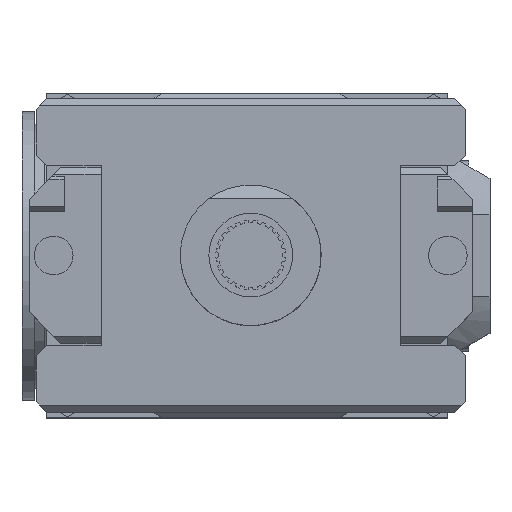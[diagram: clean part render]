
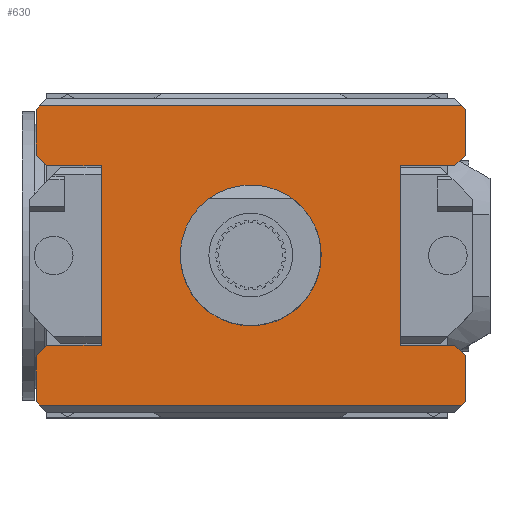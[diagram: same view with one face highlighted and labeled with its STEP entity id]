
A CAD part, top view. The second image highlights one B-rep face of the part: STEP entity #630.
In plain terms, the highlighted planar face has unit normal (0, 0, 1).
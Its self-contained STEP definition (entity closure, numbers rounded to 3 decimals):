
#199=FACE_BOUND('',#1369,.T.);
#200=FACE_BOUND('',#1370,.T.);
#364=CIRCLE('',#5599,20.);
#630=ADVANCED_FACE('',(#199,#200),#826,.T.);
#826=PLANE('',#5606);
#1369=EDGE_LOOP('',(#2711));
#1370=EDGE_LOOP('',(#2712,#2713,#2714,#2715,#2716,#2717,#2718,#2719,#2720,
#2721,#2722,#2723,#2724,#2725,#2726,#2727,#2728,#2729,#2730,#2731));
#2711=ORIENTED_EDGE('',*,*,#4039,.T.);
#2712=ORIENTED_EDGE('',*,*,#4047,.F.);
#2713=ORIENTED_EDGE('',*,*,#3588,.T.);
#2714=ORIENTED_EDGE('',*,*,#3747,.F.);
#2715=ORIENTED_EDGE('',*,*,#3604,.T.);
#2716=ORIENTED_EDGE('',*,*,#4042,.T.);
#2717=ORIENTED_EDGE('',*,*,#3726,.T.);
#2718=ORIENTED_EDGE('',*,*,#3723,.T.);
#2719=ORIENTED_EDGE('',*,*,#3718,.T.);
#2720=ORIENTED_EDGE('',*,*,#3715,.T.);
#2721=ORIENTED_EDGE('',*,*,#3712,.T.);
#2722=ORIENTED_EDGE('',*,*,#4041,.T.);
#2723=ORIENTED_EDGE('',*,*,#3596,.T.);
#2724=ORIENTED_EDGE('',*,*,#3746,.T.);
#2725=ORIENTED_EDGE('',*,*,#3594,.T.);
#2726=ORIENTED_EDGE('',*,*,#4044,.F.);
#2727=ORIENTED_EDGE('',*,*,#3656,.T.);
#2728=ORIENTED_EDGE('',*,*,#3653,.T.);
#2729=ORIENTED_EDGE('',*,*,#3649,.T.);
#2730=ORIENTED_EDGE('',*,*,#3646,.T.);
#2731=ORIENTED_EDGE('',*,*,#3660,.T.);
#3032=VERTEX_POINT('',#7636);
#3033=VERTEX_POINT('',#7638);
#3038=VERTEX_POINT('',#7649);
#3039=VERTEX_POINT('',#7651);
#3040=VERTEX_POINT('',#7655);
#3041=VERTEX_POINT('',#7656);
#3048=VERTEX_POINT('',#7671);
#3049=VERTEX_POINT('',#7673);
#3072=VERTEX_POINT('',#7757);
#3073=VERTEX_POINT('',#7759);
#3075=VERTEX_POINT('',#7765);
#3077=VERTEX_POINT('',#7772);
#3079=VERTEX_POINT('',#7778);
#3082=VERTEX_POINT('',#7785);
#3118=VERTEX_POINT('',#7892);
#3119=VERTEX_POINT('',#7894);
#3121=VERTEX_POINT('',#7900);
#3123=VERTEX_POINT('',#7906);
#3125=VERTEX_POINT('',#7914);
#3127=VERTEX_POINT('',#7920);
#3327=VERTEX_POINT('',#8542);
#3588=EDGE_CURVE('',#3033,#3032,#4245,.T.);
#3594=EDGE_CURVE('',#3039,#3038,#4251,.T.);
#3596=EDGE_CURVE('',#3040,#3041,#4253,.T.);
#3604=EDGE_CURVE('',#3049,#3048,#4261,.T.);
#3646=EDGE_CURVE('',#3073,#3072,#4301,.T.);
#3649=EDGE_CURVE('',#3075,#3073,#4304,.T.);
#3653=EDGE_CURVE('',#3077,#3075,#4308,.T.);
#3656=EDGE_CURVE('',#3079,#3077,#4311,.T.);
#3660=EDGE_CURVE('',#3072,#3082,#4315,.T.);
#3712=EDGE_CURVE('',#3119,#3118,#4365,.T.);
#3715=EDGE_CURVE('',#3121,#3119,#4368,.T.);
#3718=EDGE_CURVE('',#3123,#3121,#4371,.T.);
#3723=EDGE_CURVE('',#3125,#3123,#4376,.T.);
#3726=EDGE_CURVE('',#3127,#3125,#4379,.T.);
#3746=EDGE_CURVE('',#3041,#3039,#4398,.T.);
#3747=EDGE_CURVE('',#3049,#3032,#4399,.T.);
#4039=EDGE_CURVE('',#3327,#3327,#364,.T.);
#4041=EDGE_CURVE('',#3118,#3040,#4593,.T.);
#4042=EDGE_CURVE('',#3048,#3127,#4594,.T.);
#4044=EDGE_CURVE('',#3079,#3038,#4596,.T.);
#4047=EDGE_CURVE('',#3033,#3082,#4599,.T.);
#4245=LINE('',#7637,#4788);
#4251=LINE('',#7650,#4794);
#4253=LINE('',#7654,#4796);
#4261=LINE('',#7672,#4804);
#4301=LINE('',#7758,#4844);
#4304=LINE('',#7764,#4847);
#4308=LINE('',#7771,#4851);
#4311=LINE('',#7777,#4854);
#4315=LINE('',#7786,#4858);
#4365=LINE('',#7893,#4908);
#4368=LINE('',#7899,#4911);
#4371=LINE('',#7905,#4914);
#4376=LINE('',#7913,#4919);
#4379=LINE('',#7919,#4922);
#4398=LINE('',#7952,#4941);
#4399=LINE('',#7954,#4942);
#4593=LINE('',#8545,#5136);
#4594=LINE('',#8547,#5137);
#4596=LINE('',#8551,#5139);
#4599=LINE('',#8555,#5142);
#4788=VECTOR('',#6148,1.);
#4794=VECTOR('',#6156,1.);
#4796=VECTOR('',#6160,1.);
#4804=VECTOR('',#6170,1.);
#4844=VECTOR('',#6254,1.);
#4847=VECTOR('',#6259,1.);
#4851=VECTOR('',#6265,1.);
#4854=VECTOR('',#6270,1.);
#4858=VECTOR('',#6276,1.);
#4908=VECTOR('',#6368,1.);
#4911=VECTOR('',#6373,1.);
#4914=VECTOR('',#6378,1.);
#4919=VECTOR('',#6385,1.);
#4922=VECTOR('',#6390,1.);
#4941=VECTOR('',#6425,1.);
#4942=VECTOR('',#6428,1.);
#5136=VECTOR('',#7026,1.);
#5137=VECTOR('',#7029,1.);
#5139=VECTOR('',#7035,1.);
#5142=VECTOR('',#7040,1.);
#5599=AXIS2_PLACEMENT_3D('',#8541,#7021,#7022);
#5606=AXIS2_PLACEMENT_3D('',#8557,#7043,#7044);
#6148=DIRECTION('',(0.707,-0.707,0.));
#6156=DIRECTION('',(-0.707,-0.707,0.));
#6160=DIRECTION('',(-0.707,0.707,0.));
#6170=DIRECTION('',(0.707,0.707,0.));
#6254=DIRECTION('',(-1.,0.,0.));
#6259=DIRECTION('',(0.,-1.,0.));
#6265=DIRECTION('',(1.,0.,0.));
#6270=DIRECTION('',(0.707,-0.707,0.));
#6276=DIRECTION('',(-0.707,-0.707,0.));
#6368=DIRECTION('',(0.707,0.707,0.));
#6373=DIRECTION('',(1.,0.,0.));
#6378=DIRECTION('',(0.,1.,0.));
#6385=DIRECTION('',(-1.,0.,0.));
#6390=DIRECTION('',(-0.707,0.707,0.));
#6425=DIRECTION('',(-1.,0.,0.));
#6428=DIRECTION('',(-1.,0.,0.));
#7021=DIRECTION('',(0.,0.,-1.));
#7022=DIRECTION('',(1.,0.,0.));
#7026=DIRECTION('',(0.,1.,0.));
#7029=DIRECTION('',(0.,1.,0.));
#7035=DIRECTION('',(0.,1.,0.));
#7040=DIRECTION('',(0.,1.,0.));
#7043=DIRECTION('',(0.,0.,1.));
#7044=DIRECTION('',(1.,0.,0.));
#7636=CARTESIAN_POINT('',(-60.,-42.5,0.));
#7637=CARTESIAN_POINT('',(0.5,-103.,0.));
#7638=CARTESIAN_POINT('',(-61.,-41.5,0.));
#7649=CARTESIAN_POINT('',(-61.,41.5,0.));
#7650=CARTESIAN_POINT('',(-42.,60.5,0.));
#7651=CARTESIAN_POINT('',(-60.,42.5,0.));
#7654=CARTESIAN_POINT('',(103.,-0.5,0.));
#7655=CARTESIAN_POINT('',(61.,41.5,0.));
#7656=CARTESIAN_POINT('',(60.,42.5,0.));
#7671=CARTESIAN_POINT('',(61.,-41.5,0.));
#7672=CARTESIAN_POINT('',(60.5,-42.,0.));
#7673=CARTESIAN_POINT('',(60.,-42.5,0.));
#7757=CARTESIAN_POINT('',(-58.,-25.5,0.));
#7758=CARTESIAN_POINT('',(-42.5,-25.5,0.));
#7759=CARTESIAN_POINT('',(-42.5,-25.5,0.));
#7764=CARTESIAN_POINT('',(-42.5,25.5,0.));
#7765=CARTESIAN_POINT('',(-42.5,25.5,0.));
#7771=CARTESIAN_POINT('',(-58.,25.5,0.));
#7772=CARTESIAN_POINT('',(-58.,25.5,0.));
#7777=CARTESIAN_POINT('',(-61.,28.5,0.));
#7778=CARTESIAN_POINT('',(-61.,28.5,0.));
#7785=CARTESIAN_POINT('',(-61.,-28.5,0.));
#7786=CARTESIAN_POINT('',(-58.,-25.5,0.));
#7892=CARTESIAN_POINT('',(61.,28.5,0.));
#7893=CARTESIAN_POINT('',(58.,25.5,0.));
#7894=CARTESIAN_POINT('',(58.,25.5,0.));
#7899=CARTESIAN_POINT('',(42.5,25.5,0.));
#7900=CARTESIAN_POINT('',(42.5,25.5,0.));
#7905=CARTESIAN_POINT('',(42.5,25.5,0.));
#7906=CARTESIAN_POINT('',(42.5,-25.5,0.));
#7913=CARTESIAN_POINT('',(58.,-25.5,0.));
#7914=CARTESIAN_POINT('',(58.,-25.5,0.));
#7919=CARTESIAN_POINT('',(61.,-28.5,0.));
#7920=CARTESIAN_POINT('',(61.,-28.5,0.));
#7952=CARTESIAN_POINT('',(61.,42.5,0.));
#7954=CARTESIAN_POINT('',(61.,-42.5,0.));
#8541=CARTESIAN_POINT('',(0.,0.,0.));
#8542=CARTESIAN_POINT('',(20.,0.,0.));
#8545=CARTESIAN_POINT('',(61.,-42.5,0.));
#8547=CARTESIAN_POINT('',(61.,-42.5,0.));
#8551=CARTESIAN_POINT('',(-61.,-42.5,0.));
#8555=CARTESIAN_POINT('',(-61.,-42.5,0.));
#8557=CARTESIAN_POINT('',(61.,-42.5,0.));
